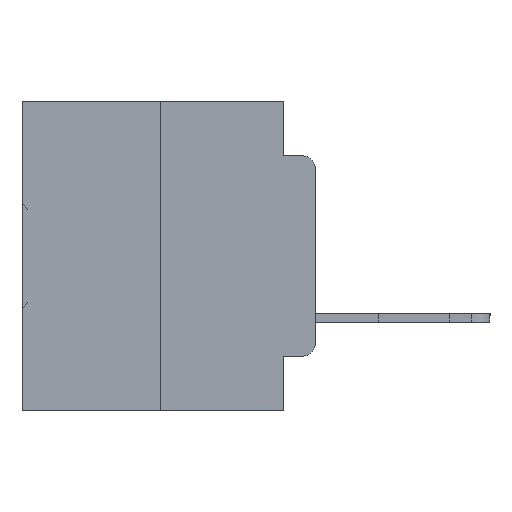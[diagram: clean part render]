
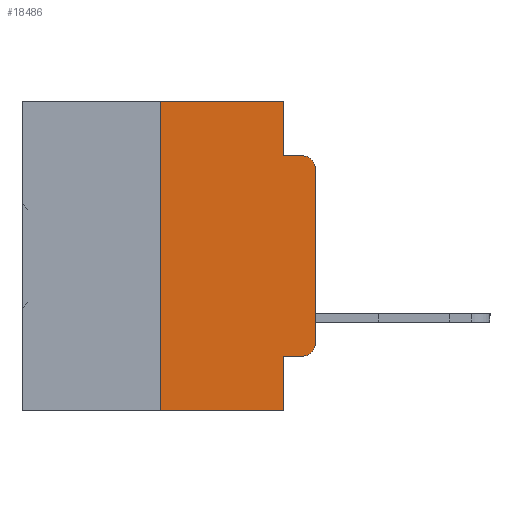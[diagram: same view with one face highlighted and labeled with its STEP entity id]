
A CAD part, left-side view. The second image highlights one B-rep face of the part: STEP entity #18486.
In plain terms, the highlighted planar face has unit normal (-1, 0, 0).
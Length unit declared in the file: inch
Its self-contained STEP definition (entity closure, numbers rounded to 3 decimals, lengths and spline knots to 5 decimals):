
#760 = CARTESIAN_POINT ( 'NONE',  ( 0., 0., -0.1085 ) ) ;
#978 = VERTEX_POINT ( 'NONE', #7453 ) ;
#1503 = VERTEX_POINT ( 'NONE', #9725 ) ;
#1631 = ORIENTED_EDGE ( 'NONE', *, *, #26752, .T. ) ;
#1689 = EDGE_CURVE ( 'NONE', #24922, #9651, #12475, .T. ) ;
#1718 = CIRCLE ( 'NONE', #15874, 0.02 ) ;
#2493 = LINE ( 'NONE', #25583, #30738 ) ;
#4215 = DIRECTION ( 'NONE',  ( 0., 0., 1. ) ) ;
#4293 = EDGE_CURVE ( 'NONE', #978, #27465, #25359, .T. ) ;
#4623 = LINE ( 'NONE', #26104, #11610 ) ;
#4955 = CARTESIAN_POINT ( 'NONE',  ( 0., 0.25, 0. ) ) ;
#5083 = CIRCLE ( 'NONE', #27494, 0.02 ) ;
#5201 = ORIENTED_EDGE ( 'NONE', *, *, #7550, .T. ) ;
#5223 = DIRECTION ( 'NONE',  ( 0., 0., -1. ) ) ;
#5343 = CARTESIAN_POINT ( 'NONE',  ( 0., 0.051, 0. ) ) ;
#5474 = EDGE_CURVE ( 'NONE', #11600, #27465, #1718, .T. ) ;
#7453 = CARTESIAN_POINT ( 'NONE',  ( 0., 0.051, -0.0885 ) ) ;
#7550 = EDGE_CURVE ( 'NONE', #1503, #15333, #5083, .T. ) ;
#8211 = CARTESIAN_POINT ( 'NONE',  ( 0., 0.02, -0.1085 ) ) ;
#8220 = VERTEX_POINT ( 'NONE', #22799 ) ;
#8434 = DIRECTION ( 'NONE',  ( 0., -1., 0. ) ) ;
#8613 = CARTESIAN_POINT ( 'NONE',  ( 0., 0.25, -0.5 ) ) ;
#8753 = CARTESIAN_POINT ( 'NONE',  ( 0., 0.051, -0.4115 ) ) ;
#9215 = EDGE_CURVE ( 'NONE', #8220, #30214, #29482, .T. ) ;
#9377 = VECTOR ( 'NONE', #22760, 39.37008 ) ;
#9544 = ORIENTED_EDGE ( 'NONE', *, *, #9215, .F. ) ;
#9651 = VERTEX_POINT ( 'NONE', #15324 ) ;
#9725 = CARTESIAN_POINT ( 'NONE',  ( 0., 0.02, -0.4115 ) ) ;
#10056 = VECTOR ( 'NONE', #14181, 39.37008 ) ;
#10797 = ORIENTED_EDGE ( 'NONE', *, *, #13579, .F. ) ;
#10843 = CARTESIAN_POINT ( 'NONE',  ( 0., 0.051, -0.0885 ) ) ;
#10977 = DIRECTION ( 'NONE',  ( 0., 0., -1. ) ) ;
#11600 = VERTEX_POINT ( 'NONE', #760 ) ;
#11610 = VECTOR ( 'NONE', #4215, 39.37008 ) ;
#12475 = LINE ( 'NONE', #4955, #33189 ) ;
#13579 = EDGE_CURVE ( 'NONE', #23539, #978, #16625, .T. ) ;
#14181 = DIRECTION ( 'NONE',  ( 0., -1., 0. ) ) ;
#14580 = DIRECTION ( 'NONE',  ( -1., 0., 0. ) ) ;
#14806 = DIRECTION ( 'NONE',  ( 0., -1., 0. ) ) ;
#15324 = CARTESIAN_POINT ( 'NONE',  ( 0., 0.25, 0. ) ) ;
#15333 = VERTEX_POINT ( 'NONE', #16072 ) ;
#15874 = AXIS2_PLACEMENT_3D ( 'NONE', #8211, #27263, #10977 ) ;
#15929 = DIRECTION ( 'NONE',  ( 0., 0., 1. ) ) ;
#16072 = CARTESIAN_POINT ( 'NONE',  ( 0., 0., -0.3915 ) ) ;
#16353 = ORIENTED_EDGE ( 'NONE', *, *, #5474, .T. ) ;
#16625 = LINE ( 'NONE', #33517, #9377 ) ;
#17895 = CARTESIAN_POINT ( 'NONE',  ( 0., 0.051, 0. ) ) ;
#18456 = FACE_OUTER_BOUND ( 'NONE', #32301, .T. ) ;
#18486 = ADVANCED_FACE ( 'NONE', ( #18456 ), #32295, .F. ) ;
#18774 = EDGE_CURVE ( 'NONE', #24922, #30214, #2493, .T. ) ;
#18823 = DIRECTION ( 'NONE',  ( 0., 0., -1. ) ) ;
#22262 = VECTOR ( 'NONE', #5223, 39.37008 ) ;
#22760 = DIRECTION ( 'NONE',  ( 0., 0., -1. ) ) ;
#22799 = CARTESIAN_POINT ( 'NONE',  ( 0., 0.051, -0.4115 ) ) ;
#23539 = VERTEX_POINT ( 'NONE', #17895 ) ;
#24922 = VERTEX_POINT ( 'NONE', #8613 ) ;
#25254 = ORIENTED_EDGE ( 'NONE', *, *, #31002, .F. ) ;
#25359 = LINE ( 'NONE', #10843, #10056 ) ;
#25583 = CARTESIAN_POINT ( 'NONE',  ( 0., 0.473, -0.5 ) ) ;
#26104 = CARTESIAN_POINT ( 'NONE',  ( 0., 0., 0. ) ) ;
#26501 = EDGE_CURVE ( 'NONE', #8220, #1503, #34028, .T. ) ;
#26752 = EDGE_CURVE ( 'NONE', #15333, #11600, #4623, .T. ) ;
#26873 = VECTOR ( 'NONE', #27786, 39.37008 ) ;
#26972 = ORIENTED_EDGE ( 'NONE', *, *, #1689, .F. ) ;
#27263 = DIRECTION ( 'NONE',  ( -1., 0., 0. ) ) ;
#27465 = VERTEX_POINT ( 'NONE', #33047 ) ;
#27479 = CARTESIAN_POINT ( 'NONE',  ( 0., 0.473, 0. ) ) ;
#27494 = AXIS2_PLACEMENT_3D ( 'NONE', #30781, #14580, #33478 ) ;
#27786 = DIRECTION ( 'NONE',  ( 0., -1., 0. ) ) ;
#29482 = LINE ( 'NONE', #5343, #22262 ) ;
#29517 = CARTESIAN_POINT ( 'NONE',  ( 0., 0.051, -0.5 ) ) ;
#29546 = LINE ( 'NONE', #27479, #30378 ) ;
#29620 = CARTESIAN_POINT ( 'NONE',  ( 0., 0.473, 0. ) ) ;
#30214 = VERTEX_POINT ( 'NONE', #29517 ) ;
#30378 = VECTOR ( 'NONE', #8434, 39.37008 ) ;
#30738 = VECTOR ( 'NONE', #14806, 39.37008 ) ;
#30781 = CARTESIAN_POINT ( 'NONE',  ( 0., 0.02, -0.3915 ) ) ;
#31002 = EDGE_CURVE ( 'NONE', #9651, #23539, #29546, .T. ) ;
#31568 = ORIENTED_EDGE ( 'NONE', *, *, #4293, .F. ) ;
#32295 = PLANE ( 'NONE',  #35377 ) ;
#32301 = EDGE_LOOP ( 'NONE', ( #1631, #16353, #31568, #10797, #25254, #26972, #34980, #9544, #35416, #5201 ) ) ;
#33047 = CARTESIAN_POINT ( 'NONE',  ( 0., 0.02, -0.0885 ) ) ;
#33189 = VECTOR ( 'NONE', #15929, 39.37008 ) ;
#33478 = DIRECTION ( 'NONE',  ( 0., 0., -1. ) ) ;
#33517 = CARTESIAN_POINT ( 'NONE',  ( 0., 0.051, 0. ) ) ;
#34028 = LINE ( 'NONE', #8753, #26873 ) ;
#34980 = ORIENTED_EDGE ( 'NONE', *, *, #18774, .T. ) ;
#35047 = DIRECTION ( 'NONE',  ( 1., 0., 0. ) ) ;
#35377 = AXIS2_PLACEMENT_3D ( 'NONE', #29620, #35047, #18823 ) ;
#35416 = ORIENTED_EDGE ( 'NONE', *, *, #26501, .T. ) ;
